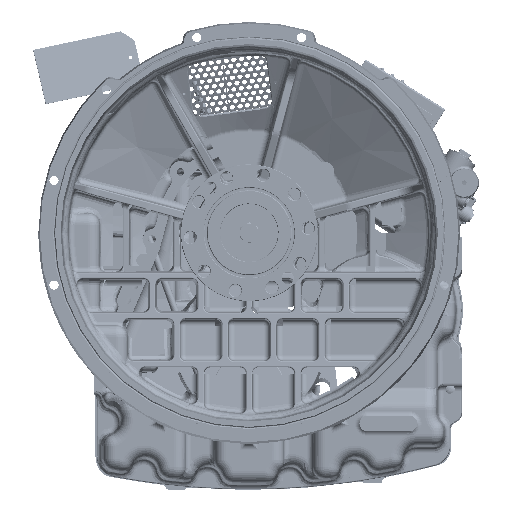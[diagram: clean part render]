
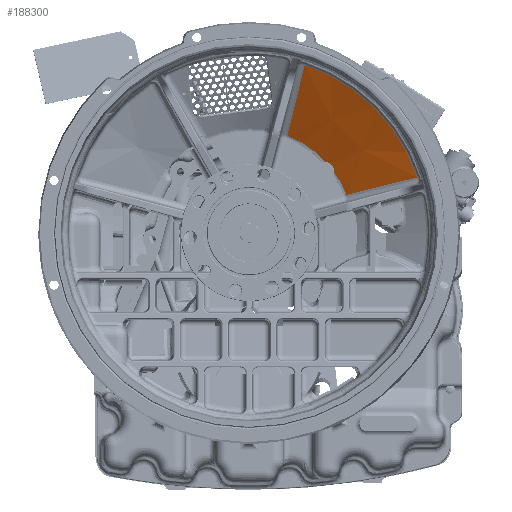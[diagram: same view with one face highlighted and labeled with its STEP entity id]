
A CAD part, top view. The second image highlights one B-rep face of the part: STEP entity #188300.
In plain terms, the highlighted conical face has half-angle 61.043 degrees and reference radius 135.408 mm.
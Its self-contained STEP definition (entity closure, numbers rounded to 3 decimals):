
#2559 = B_SPLINE_CURVE_WITH_KNOTS ( 'NONE', 3,
 ( #286963, #286971, #286973, #286975, #286977, #286978 ),
 .UNSPECIFIED., .F., .F.,
 ( 4, 2, 4 ),
 ( 0., 0.054, 0.109 ),
 .UNSPECIFIED. ) ;
#3845 = B_SPLINE_CURVE_WITH_KNOTS ( 'NONE', 3,
 ( #149114, #149130, #149134, #149139, #149143, #149147 ),
 .UNSPECIFIED., .F., .F.,
 ( 4, 2, 4 ),
 ( 0., 0.054, 0.109 ),
 .UNSPECIFIED. ) ;
#3847 = B_SPLINE_CURVE_WITH_KNOTS ( 'NONE', 3,
 ( #149233, #149255, #149259, #149262, #149266, #149269, #149273, #149276, #149280, #149283, #149285, #149289, #149293, #149296, #149299, #149303, #149308, #149311, #149316, #149320, #149325, #149328, #149333, #149338, #149341, #149346 ),
 .UNSPECIFIED., .F., .F.,
 ( 4, 2, 2, 2, 2, 2, 2, 2, 2, 2, 2, 2, 4 ),
 ( 0., 0.002, 0.004, 0.005, 0.007, 0.008, 0.009, 0.012, 0.013, 0.014, 0.015, 0.017, 0.019 ),
 .UNSPECIFIED. ) ;
#68451 = EDGE_LOOP ( 'NONE', ( #207912, #207919, #207924, #207932, #207940, #207950 ) ) ;
#80747 = CARTESIAN_POINT ( 'NONE',  ( 50.194, 127.706, 16.71 ) ) ;
#80754 = CARTESIAN_POINT ( 'NONE',  ( 72.886, 220.292, 69.177 ) ) ;
#80877 = CARTESIAN_POINT ( 'NONE',  ( 100.757, 93.146, 16.71 ) ) ;
#80887 = CARTESIAN_POINT ( 'NONE',  ( 111.477, 80.007, 16.71 ) ) ;
#83098 = CARTESIAN_POINT ( 'NONE',  ( 220.292, 72.886, 69.177 ) ) ;
#83107 = CARTESIAN_POINT ( 'NONE',  ( 127.706, 50.194, 16.71 ) ) ;
#84442 = AXIS2_PLACEMENT_3D ( 'NONE', #340796, #340786, #340789 ) ;
#90583 = VERTEX_POINT ( 'NONE', #80747 ) ;
#90591 = VERTEX_POINT ( 'NONE', #80754 ) ;
#90769 = VERTEX_POINT ( 'NONE', #80877 ) ;
#90788 = VERTEX_POINT ( 'NONE', #80887 ) ;
#93321 = VERTEX_POINT ( 'NONE', #83098 ) ;
#93331 = VERTEX_POINT ( 'NONE', #83107 ) ;
#97055 = CONICAL_SURFACE ( 'NONE', #84442, 135.408, 1.065 ) ;
#97061 = FACE_OUTER_BOUND ( 'NONE', #68451, .T. ) ;
#148924 = CARTESIAN_POINT ( 'NONE',  ( 0., 0., 16.71 ) ) ;
#148956 = DIRECTION ( 'NONE',  ( 0., 0., -1. ) ) ;
#148960 = DIRECTION ( 'NONE',  ( 1., 0., 0. ) ) ;
#148986 = CARTESIAN_POINT ( 'NONE',  ( 0., 0., 16.71 ) ) ;
#149055 = CARTESIAN_POINT ( 'NONE',  ( 0., 0., 69.177 ) ) ;
#149057 = DIRECTION ( 'NONE',  ( 0., 0., -1. ) ) ;
#149059 = DIRECTION ( 'NONE',  ( -1., 0., 0. ) ) ;
#149080 = DIRECTION ( 'NONE',  ( 0., 0., -1. ) ) ;
#149083 = DIRECTION ( 'NONE',  ( 1., 0., 0. ) ) ;
#149114 = CARTESIAN_POINT ( 'NONE',  ( 72.886, 220.292, 69.177 ) ) ;
#149130 = CARTESIAN_POINT ( 'NONE',  ( 69.092, 204.872, 60.417 ) ) ;
#149134 = CARTESIAN_POINT ( 'NONE',  ( 65.302, 189.45, 51.662 ) ) ;
#149139 = CARTESIAN_POINT ( 'NONE',  ( 57.734, 158.591, 34.168 ) ) ;
#149143 = CARTESIAN_POINT ( 'NONE',  ( 53.956, 143.156, 25.428 ) ) ;
#149147 = CARTESIAN_POINT ( 'NONE',  ( 50.194, 127.706, 16.71 ) ) ;
#149233 = CARTESIAN_POINT ( 'NONE',  ( 100.757, 93.146, 16.71 ) ) ;
#149255 = CARTESIAN_POINT ( 'NONE',  ( 101.504, 93.04, 16.974 ) ) ;
#149259 = CARTESIAN_POINT ( 'NONE',  ( 102.239, 92.867, 17.21 ) ) ;
#149262 = CARTESIAN_POINT ( 'NONE',  ( 103.322, 92.505, 17.521 ) ) ;
#149266 = CARTESIAN_POINT ( 'NONE',  ( 103.68, 92.367, 17.618 ) ) ;
#149269 = CARTESIAN_POINT ( 'NONE',  ( 104.389, 92.055, 17.797 ) ) ;
#149273 = CARTESIAN_POINT ( 'NONE',  ( 104.741, 91.881, 17.879 ) ) ;
#149276 = CARTESIAN_POINT ( 'NONE',  ( 105.763, 91.312, 18.098 ) ) ;
#149280 = CARTESIAN_POINT ( 'NONE',  ( 106.406, 90.871, 18.209 ) ) ;
#149283 = CARTESIAN_POINT ( 'NONE',  ( 107.312, 90.114, 18.322 ) ) ;
#149285 = CARTESIAN_POINT ( 'NONE',  ( 107.605, 89.846, 18.351 ) ) ;
#149289 = CARTESIAN_POINT ( 'NONE',  ( 108.166, 89.278, 18.39 ) ) ;
#149293 = CARTESIAN_POINT ( 'NONE',  ( 108.431, 88.983, 18.399 ) ) ;
#149296 = CARTESIAN_POINT ( 'NONE',  ( 109.181, 88.066, 18.4 ) ) ;
#149299 = CARTESIAN_POINT ( 'NONE',  ( 109.62, 87.411, 18.362 ) ) ;
#149303 = CARTESIAN_POINT ( 'NONE',  ( 110.186, 86.362, 18.249 ) ) ;
#149308 = CARTESIAN_POINT ( 'NONE',  ( 110.358, 86.004, 18.202 ) ) ;
#149311 = CARTESIAN_POINT ( 'NONE',  ( 110.664, 85.282, 18.091 ) ) ;
#149316 = CARTESIAN_POINT ( 'NONE',  ( 110.799, 84.916, 18.027 ) ) ;
#149320 = CARTESIAN_POINT ( 'NONE',  ( 111.033, 84.176, 17.882 ) ) ;
#149325 = CARTESIAN_POINT ( 'NONE',  ( 111.133, 83.801, 17.801 ) ) ;
#149328 = CARTESIAN_POINT ( 'NONE',  ( 111.298, 83.043, 17.622 ) ) ;
#149333 = CARTESIAN_POINT ( 'NONE',  ( 111.362, 82.66, 17.524 ) ) ;
#149338 = CARTESIAN_POINT ( 'NONE',  ( 111.501, 81.518, 17.211 ) ) ;
#149341 = CARTESIAN_POINT ( 'NONE',  ( 111.523, 80.76, 16.974 ) ) ;
#149346 = CARTESIAN_POINT ( 'NONE',  ( 111.477, 80.007, 16.71 ) ) ;
#188300 = ADVANCED_FACE ( 'NONE', ( #97061 ), #97055, .F. ) ;
#207912 = ORIENTED_EDGE ( 'NONE', *, *, #322029, .T. ) ;
#207919 = ORIENTED_EDGE ( 'NONE', *, *, #322058, .T. ) ;
#207924 = ORIENTED_EDGE ( 'NONE', *, *, #322041, .T. ) ;
#207932 = ORIENTED_EDGE ( 'NONE', *, *, #251142, .T. ) ;
#207940 = ORIENTED_EDGE ( 'NONE', *, *, #322037, .F. ) ;
#207950 = ORIENTED_EDGE ( 'NONE', *, *, #322046, .T. ) ;
#251142 = EDGE_CURVE ( 'NONE', #93331, #93321, #2559, .T. ) ;
#254454 = AXIS2_PLACEMENT_3D ( 'NONE', #148924, #148956, #148960 ) ;
#254461 = AXIS2_PLACEMENT_3D ( 'NONE', #149055, #149057, #149059 ) ;
#254462 = AXIS2_PLACEMENT_3D ( 'NONE', #148986, #149080, #149083 ) ;
#286963 = CARTESIAN_POINT ( 'NONE',  ( 127.706, 50.194, 16.71 ) ) ;
#286971 = CARTESIAN_POINT ( 'NONE',  ( 143.156, 53.956, 25.428 ) ) ;
#286973 = CARTESIAN_POINT ( 'NONE',  ( 158.591, 57.734, 34.168 ) ) ;
#286975 = CARTESIAN_POINT ( 'NONE',  ( 189.45, 65.302, 51.662 ) ) ;
#286977 = CARTESIAN_POINT ( 'NONE',  ( 204.872, 69.092, 60.417 ) ) ;
#286978 = CARTESIAN_POINT ( 'NONE',  ( 220.292, 72.886, 69.177 ) ) ;
#289350 = CIRCLE ( 'NONE', #254454, 137.216 ) ;
#289368 = CIRCLE ( 'NONE', #254461, 232.036 ) ;
#289383 = CIRCLE ( 'NONE', #254462, 137.216 ) ;
#322029 = EDGE_CURVE ( 'NONE', #90583, #90769, #289350, .T. ) ;
#322037 = EDGE_CURVE ( 'NONE', #90591, #93321, #289368, .T. ) ;
#322041 = EDGE_CURVE ( 'NONE', #90788, #93331, #289383, .T. ) ;
#322046 = EDGE_CURVE ( 'NONE', #90591, #90583, #3845, .T. ) ;
#322058 = EDGE_CURVE ( 'NONE', #90769, #90788, #3847, .T. ) ;
#340786 = DIRECTION ( 'NONE',  ( 0., 0., 1. ) ) ;
#340789 = DIRECTION ( 'NONE',  ( 1., 0., 0. ) ) ;
#340796 = CARTESIAN_POINT ( 'NONE',  ( 0., 0., 15.71 ) ) ;
